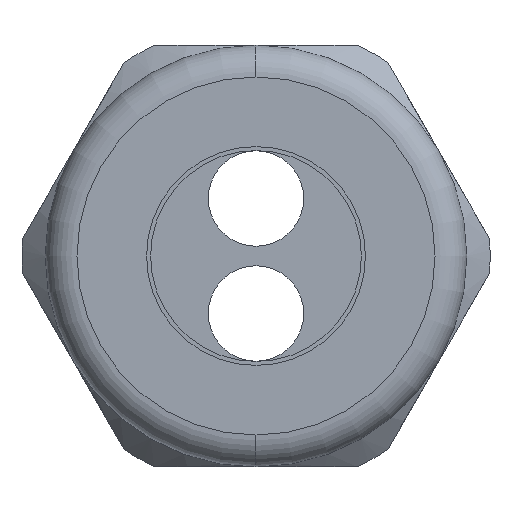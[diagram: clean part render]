
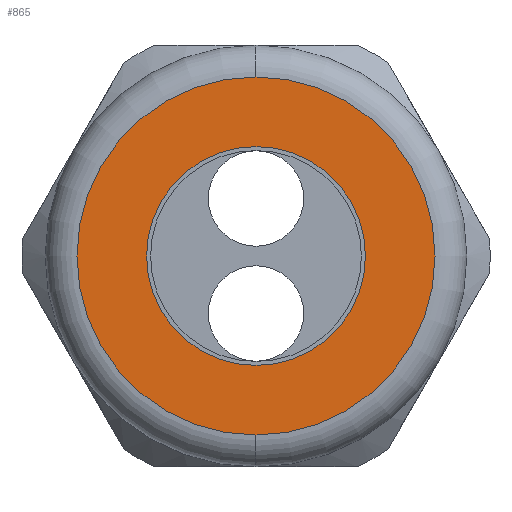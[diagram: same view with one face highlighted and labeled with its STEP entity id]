
A CAD part, left-side view. The second image highlights one B-rep face of the part: STEP entity #865.
In plain terms, the highlighted planar face has unit normal (-1, 0, 0).
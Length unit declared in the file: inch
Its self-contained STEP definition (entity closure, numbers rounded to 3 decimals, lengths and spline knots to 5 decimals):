
#249 = VERTEX_POINT ( 'NONE', #2078 ) ;
#251 = EDGE_CURVE ( 'NONE', #304, #249, #2077, .T. ) ;
#303 = VERTEX_POINT ( 'NONE', #2217 ) ;
#304 = VERTEX_POINT ( 'NONE', #2216 ) ;
#355 = EDGE_CURVE ( 'NONE', #303, #356, #2312, .T. ) ;
#356 = VERTEX_POINT ( 'NONE', #2308 ) ;
#865 = ADVANCED_FACE ( 'NONE', ( #3332, #3331 ), #3330, .T. ) ;
#866 = EDGE_LOOP ( 'NONE', ( #867, #868 ) ) ;
#867 = ORIENTED_EDGE ( 'NONE', *, *, #251, .T. ) ;
#868 = ORIENTED_EDGE ( 'NONE', *, *, #869, .T. ) ;
#869 = EDGE_CURVE ( 'NONE', #249, #304, #3325, .T. ) ;
#870 = EDGE_LOOP ( 'NONE', ( #871, #873 ) ) ;
#871 = ORIENTED_EDGE ( 'NONE', *, *, #872, .T. ) ;
#872 = EDGE_CURVE ( 'NONE', #356, #303, #3320, .T. ) ;
#873 = ORIENTED_EDGE ( 'NONE', *, *, #355, .T. ) ;
#2073 = DIRECTION ( 'NONE',  ( 0., 0., 1. ) ) ;
#2074 = DIRECTION ( 'NONE',  ( -1., 0., 0. ) ) ;
#2075 = CARTESIAN_POINT ( 'NONE',  ( -1.41, 0., 0. ) ) ;
#2076 = AXIS2_PLACEMENT_3D ( 'NONE', #2075, #2074, #2073 ) ;
#2077 = CIRCLE ( 'NONE', #2076, 0.45 ) ;
#2078 = CARTESIAN_POINT ( 'NONE',  ( -1.41, 0., -0.45 ) ) ;
#2216 = CARTESIAN_POINT ( 'NONE',  ( -1.41, 0., 0.45 ) ) ;
#2217 = CARTESIAN_POINT ( 'NONE',  ( -1.41, 0., 0.275 ) ) ;
#2308 = CARTESIAN_POINT ( 'NONE',  ( -1.41, 0., -0.275 ) ) ;
#2309 = DIRECTION ( 'NONE',  ( 0., 0., -1. ) ) ;
#2310 = DIRECTION ( 'NONE',  ( 1., 0., 0. ) ) ;
#2311 = AXIS2_PLACEMENT_3D ( 'NONE', #2318, #2310, #2309 ) ;
#2312 = CIRCLE ( 'NONE', #2311, 0.275 ) ;
#2318 = CARTESIAN_POINT ( 'NONE',  ( -1.41, 0., 0. ) ) ;
#3316 = DIRECTION ( 'NONE',  ( 0., 0., -1. ) ) ;
#3317 = DIRECTION ( 'NONE',  ( 1., 0., 0. ) ) ;
#3318 = CARTESIAN_POINT ( 'NONE',  ( -1.41, 0., 0. ) ) ;
#3319 = AXIS2_PLACEMENT_3D ( 'NONE', #3318, #3317, #3316 ) ;
#3320 = CIRCLE ( 'NONE', #3319, 0.275 ) ;
#3321 = DIRECTION ( 'NONE',  ( 0., 0., 1. ) ) ;
#3322 = DIRECTION ( 'NONE',  ( -1., 0., 0. ) ) ;
#3323 = CARTESIAN_POINT ( 'NONE',  ( -1.41, 0., 0. ) ) ;
#3324 = AXIS2_PLACEMENT_3D ( 'NONE', #3323, #3322, #3321 ) ;
#3325 = CIRCLE ( 'NONE', #3324, 0.45 ) ;
#3326 = DIRECTION ( 'NONE',  ( 0., 0., 1. ) ) ;
#3327 = DIRECTION ( 'NONE',  ( -1., 0., 0. ) ) ;
#3328 = CARTESIAN_POINT ( 'NONE',  ( -1.41, 0.53, 0. ) ) ;
#3329 = AXIS2_PLACEMENT_3D ( 'NONE', #3328, #3327, #3326 ) ;
#3330 = PLANE ( 'NONE',  #3329 ) ;
#3331 = FACE_BOUND ( 'NONE', #870, .T. ) ;
#3332 = FACE_OUTER_BOUND ( 'NONE', #866, .T. ) ;
